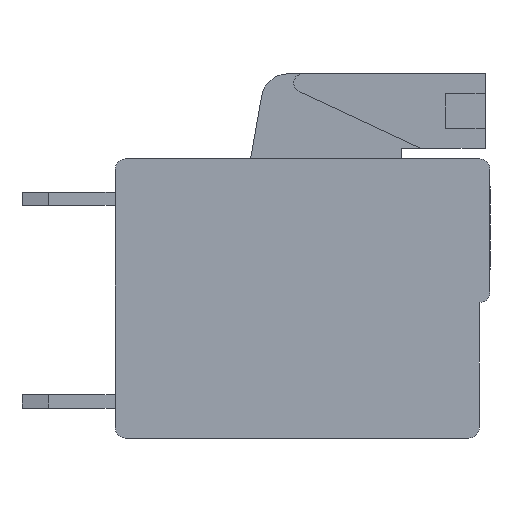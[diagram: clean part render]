
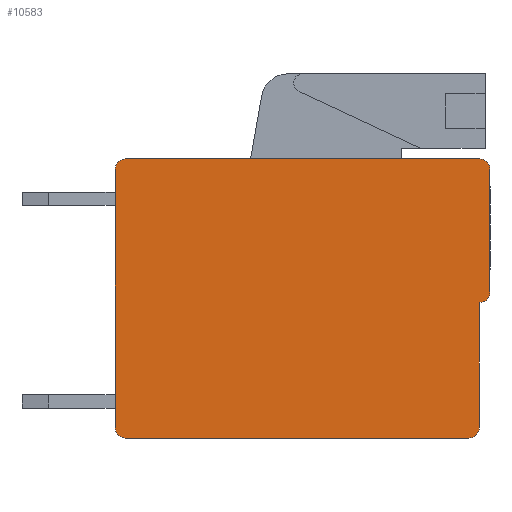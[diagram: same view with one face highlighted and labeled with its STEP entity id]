
A CAD part, front view. The second image highlights one B-rep face of the part: STEP entity #10583.
In plain terms, the highlighted planar face has unit normal (0, -1, 0).
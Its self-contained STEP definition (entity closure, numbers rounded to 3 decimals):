
#223=DIRECTION('',(-1.,0.,0.));
#224=VECTOR('',#223,13.3);
#225=CARTESIAN_POINT('',(13.7,-40.64,
0.));
#226=LINE('',#225,#224);
#1977=DIRECTION('',(0.,0.,1.));
#1978=VECTOR('',#1977,4.6);
#1979=CARTESIAN_POINT('',(14.1,-40.64,-5.));
#1980=LINE('',#1979,#1978);
#2393=DIRECTION('',(0.,0.,1.));
#2394=VECTOR('',#2393,4.7);
#2395=CARTESIAN_POINT('',(13.7,-40.64,-10.1));
#2396=LINE('',#2395,#2394);
#2401=DIRECTION('',(1.,0.,0.));
#2402=VECTOR('',#2401,12.9);
#2403=CARTESIAN_POINT('',(0.4,-40.64,
-10.5));
#2404=LINE('',#2403,#2402);
#2701=DIRECTION('',(0.,0.,-1.));
#2702=VECTOR('',#2701,9.7);
#2703=CARTESIAN_POINT('',(0.,-40.64,
-0.4));
#2704=LINE('',#2703,#2702);
#3609=CARTESIAN_POINT('',(0.4,-40.64,
-10.1));
#3610=DIRECTION('',(0.,1.,0.));
#3611=DIRECTION('',(0.,0.,-1.));
#3612=AXIS2_PLACEMENT_3D('',#3609,#3610,#3611);
#3614=CARTESIAN_POINT('',(0.4,-40.64,
-0.4));
#3615=DIRECTION('',(0.,1.,0.));
#3616=DIRECTION('',(-1.,0.,0.));
#3617=AXIS2_PLACEMENT_3D('',#3614,#3615,#3616);
#3619=CARTESIAN_POINT('',(13.7,-40.64,-0.4));
#3620=DIRECTION('',(0.,1.,0.));
#3621=DIRECTION('',(0.,0.,1.));
#3622=AXIS2_PLACEMENT_3D('',#3619,#3620,#3621);
#3624=CARTESIAN_POINT('',(13.7,-40.64,-5.));
#3625=DIRECTION('',(0.,1.,0.));
#3626=DIRECTION('',(1.,0.,0.));
#3627=AXIS2_PLACEMENT_3D('',#3624,#3625,#3626);
#3629=CARTESIAN_POINT('',(13.3,-40.64,-10.1));
#3630=DIRECTION('',(0.,1.,0.));
#3631=DIRECTION('',(1.,0.,0.));
#3632=AXIS2_PLACEMENT_3D('',#3629,#3630,#3631);
#4955=CARTESIAN_POINT('',(13.7,-40.64,
0.));
#4956=CARTESIAN_POINT('',(0.4,-40.64,
0.));
#4957=VERTEX_POINT('',#4955);
#4958=VERTEX_POINT('',#4956);
#4959=CARTESIAN_POINT('',(0.,-40.64,
-0.4));
#4960=CARTESIAN_POINT('',(0.,-40.64,
-10.1));
#4961=VERTEX_POINT('',#4959);
#4962=VERTEX_POINT('',#4960);
#4979=CARTESIAN_POINT('',(0.4,-40.64,
-10.5));
#4980=VERTEX_POINT('',#4979);
#4981=CARTESIAN_POINT('',(14.1,-40.64,-0.4));
#4982=VERTEX_POINT('',#4981);
#4983=CARTESIAN_POINT('',(14.1,-40.64,-5.));
#4984=VERTEX_POINT('',#4983);
#4985=CARTESIAN_POINT('',(13.7,-40.64,-5.4));
#4986=VERTEX_POINT('',#4985);
#4987=CARTESIAN_POINT('',(13.7,-40.64,-10.1));
#4988=VERTEX_POINT('',#4987);
#4989=CARTESIAN_POINT('',(13.3,-40.64,
-10.5));
#4990=VERTEX_POINT('',#4989);
#10566=CARTESIAN_POINT('',(7.05,-40.64,-5.25));
#10567=DIRECTION('',(0.,1.,0.));
#10568=DIRECTION('',(1.,0.,0.));
#10569=AXIS2_PLACEMENT_3D('',#10566,#10567,#10568);
#10570=PLANE('',#10569);
#10571=ORIENTED_EDGE('',*,*,#8729,.T.);
#10572=ORIENTED_EDGE('',*,*,#8752,.F.);
#10573=ORIENTED_EDGE('',*,*,#10558,.T.);
#10574=ORIENTED_EDGE('',*,*,#5235,.F.);
#10575=ORIENTED_EDGE('',*,*,#7647,.T.);
#10576=ORIENTED_EDGE('',*,*,#7662,.F.);
#10577=ORIENTED_EDGE('',*,*,#8653,.T.);
#10578=ORIENTED_EDGE('',*,*,#8668,.F.);
#10579=ORIENTED_EDGE('',*,*,#8683,.T.);
#10580=ORIENTED_EDGE('',*,*,#8700,.F.);
#10581=EDGE_LOOP('',(#10571,#10572,#10573,#10574,#10575,#10576,#10577,#10578,
#10579,#10580));
#10582=FACE_OUTER_BOUND('',#10581,.F.);
#3613=CIRCLE('',#3612,0.4);
#3618=CIRCLE('',#3617,0.4);
#3623=CIRCLE('',#3622,0.4);
#3628=CIRCLE('',#3627,0.4);
#3633=CIRCLE('',#3632,0.4);
#5235=EDGE_CURVE('',#4957,#4958,#226,.T.);
#7647=EDGE_CURVE('',#4957,#4982,#3623,.T.);
#7662=EDGE_CURVE('',#4984,#4982,#1980,.T.);
#8653=EDGE_CURVE('',#4984,#4986,#3628,.T.);
#8668=EDGE_CURVE('',#4988,#4986,#2396,.T.);
#8683=EDGE_CURVE('',#4988,#4990,#3633,.T.);
#8700=EDGE_CURVE('',#4980,#4990,#2404,.T.);
#8729=EDGE_CURVE('',#4980,#4962,#3613,.T.);
#8752=EDGE_CURVE('',#4961,#4962,#2704,.T.);
#10558=EDGE_CURVE('',#4961,#4958,#3618,.T.);
#10583=ADVANCED_FACE('',(#10582),#10570,.F.);
